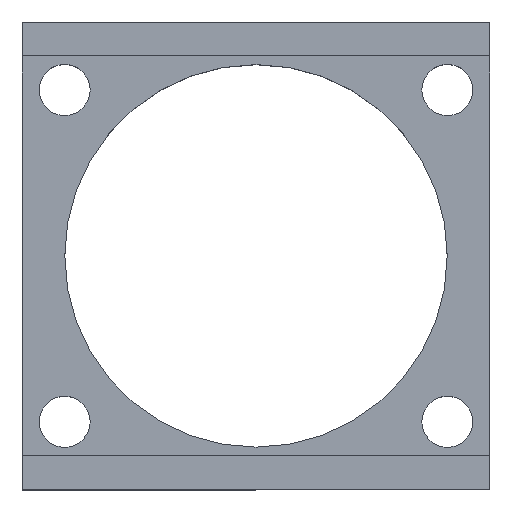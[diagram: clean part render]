
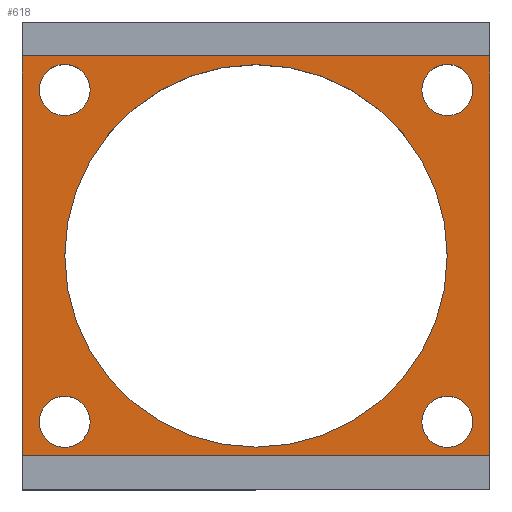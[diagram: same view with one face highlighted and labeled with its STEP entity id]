
A CAD part, top view. The second image highlights one B-rep face of the part: STEP entity #618.
In plain terms, the highlighted planar face has unit normal (0, 0, 1).
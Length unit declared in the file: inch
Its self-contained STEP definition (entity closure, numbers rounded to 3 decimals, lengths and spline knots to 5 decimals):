
#10 = ORIENTED_EDGE ( 'NONE', *, *, #763, .T. ) ;
#25 = AXIS2_PLACEMENT_3D ( 'NONE', #634, #491, #59 ) ;
#32 = EDGE_CURVE ( 'NONE', #263, #304, #643, .T. ) ;
#34 = CARTESIAN_POINT ( 'NONE',  ( 1.2495, 0.6875, 0.25 ) ) ;
#41 = AXIS2_PLACEMENT_3D ( 'NONE', #318, #385, #808 ) ;
#42 = VECTOR ( 'NONE', #564, 39.37008 ) ;
#56 = CARTESIAN_POINT ( 'NONE',  ( 0.6875, 1.275, 0.25 ) ) ;
#59 = DIRECTION ( 'NONE',  ( 1., 0., 0. ) ) ;
#71 = CARTESIAN_POINT ( 'NONE',  ( 0.6875, 0.6875, 0.25 ) ) ;
#74 = FACE_BOUND ( 'NONE', #760, .T. ) ;
#84 = CARTESIAN_POINT ( 'NONE',  ( 0.6875, 0.6875, 0.25 ) ) ;
#85 = VECTOR ( 'NONE', #732, 39.37008 ) ;
#88 = CARTESIAN_POINT ( 'NONE',  ( 0.2, 1.175, 0.25 ) ) ;
#111 = AXIS2_PLACEMENT_3D ( 'NONE', #84, #661, #163 ) ;
#121 = CARTESIAN_POINT ( 'NONE',  ( 1.375, 0.6875, 0.25 ) ) ;
#131 = CARTESIAN_POINT ( 'NONE',  ( 0.6875, 0.6875, 0.25 ) ) ;
#144 = ORIENTED_EDGE ( 'NONE', *, *, #502, .T. ) ;
#153 = DIRECTION ( 'NONE',  ( 1., 0., 0. ) ) ;
#157 = ORIENTED_EDGE ( 'NONE', *, *, #851, .F. ) ;
#158 = ORIENTED_EDGE ( 'NONE', *, *, #905, .F. ) ;
#162 = DIRECTION ( 'NONE',  ( 0., 0., -1. ) ) ;
#163 = DIRECTION ( 'NONE',  ( 1., 0., 0. ) ) ;
#165 = DIRECTION ( 'NONE',  ( 0., 0., 1. ) ) ;
#175 = EDGE_CURVE ( 'NONE', #576, #235, #613, .T. ) ;
#191 = ORIENTED_EDGE ( 'NONE', *, *, #888, .F. ) ;
#195 = CARTESIAN_POINT ( 'NONE',  ( 1.175, 0.2, 0.25 ) ) ;
#210 = VERTEX_POINT ( 'NONE', #493 ) ;
#212 = EDGE_LOOP ( 'NONE', ( #191, #474 ) ) ;
#222 = CIRCLE ( 'NONE', #25, 0.075 ) ;
#223 = VERTEX_POINT ( 'NONE', #832 ) ;
#230 = PLANE ( 'NONE',  #111 ) ;
#231 = ORIENTED_EDGE ( 'NONE', *, *, #850, .F. ) ;
#235 = VERTEX_POINT ( 'NONE', #707 ) ;
#236 = EDGE_CURVE ( 'NONE', #338, #282, #597, .T. ) ;
#240 = AXIS2_PLACEMENT_3D ( 'NONE', #438, #488, #856 ) ;
#245 = VECTOR ( 'NONE', #805, 39.37008 ) ;
#258 = EDGE_CURVE ( 'NONE', #223, #294, #511, .T. ) ;
#263 = VERTEX_POINT ( 'NONE', #34 ) ;
#271 = DIRECTION ( 'NONE',  ( 1., 0., 0. ) ) ;
#273 = DIRECTION ( 'NONE',  ( -1., 0., 0. ) ) ;
#277 = VERTEX_POINT ( 'NONE', #691 ) ;
#278 = AXIS2_PLACEMENT_3D ( 'NONE', #346, #764, #271 ) ;
#282 = VERTEX_POINT ( 'NONE', #195 ) ;
#284 = LINE ( 'NONE', #600, #85 ) ;
#294 = VERTEX_POINT ( 'NONE', #561 ) ;
#304 = VERTEX_POINT ( 'NONE', #480 ) ;
#306 = AXIS2_PLACEMENT_3D ( 'NONE', #350, #840, #355 ) ;
#317 = VERTEX_POINT ( 'NONE', #556 ) ;
#318 = CARTESIAN_POINT ( 'NONE',  ( 0.125, 1.175, 0.25 ) ) ;
#328 = ORIENTED_EDGE ( 'NONE', *, *, #515, .T. ) ;
#338 = VERTEX_POINT ( 'NONE', #755 ) ;
#346 = CARTESIAN_POINT ( 'NONE',  ( 1.25, 0.2, 0.25 ) ) ;
#347 = DIRECTION ( 'NONE',  ( 1., 0., 0. ) ) ;
#350 = CARTESIAN_POINT ( 'NONE',  ( 1.25, 1.175, 0.25 ) ) ;
#355 = DIRECTION ( 'NONE',  ( 1., 0., 0. ) ) ;
#374 = CARTESIAN_POINT ( 'NONE',  ( 0.125, 0.2, 0.25 ) ) ;
#384 = CARTESIAN_POINT ( 'NONE',  ( 0.6875, 0.1, 0.25 ) ) ;
#385 = DIRECTION ( 'NONE',  ( 0., 0., 1. ) ) ;
#400 = CARTESIAN_POINT ( 'NONE',  ( 0.125, 0.2, 0.25 ) ) ;
#412 = CIRCLE ( 'NONE', #592, 0.075 ) ;
#416 = FACE_BOUND ( 'NONE', #882, .T. ) ;
#425 = EDGE_LOOP ( 'NONE', ( #231, #157 ) ) ;
#435 = DIRECTION ( 'NONE',  ( 0., 0., -1. ) ) ;
#436 = LINE ( 'NONE', #384, #245 ) ;
#438 = CARTESIAN_POINT ( 'NONE',  ( 1.25, 0.2, 0.25 ) ) ;
#440 = FACE_BOUND ( 'NONE', #425, .T. ) ;
#452 = EDGE_LOOP ( 'NONE', ( #158, #470 ) ) ;
#470 = ORIENTED_EDGE ( 'NONE', *, *, #236, .F. ) ;
#474 = ORIENTED_EDGE ( 'NONE', *, *, #175, .F. ) ;
#480 = CARTESIAN_POINT ( 'NONE',  ( 0.1255, 0.6875, 0.25 ) ) ;
#483 = EDGE_CURVE ( 'NONE', #505, #506, #871, .T. ) ;
#485 = ORIENTED_EDGE ( 'NONE', *, *, #483, .F. ) ;
#488 = DIRECTION ( 'NONE',  ( 0., 0., 1. ) ) ;
#491 = DIRECTION ( 'NONE',  ( 0., 0., 1. ) ) ;
#493 = CARTESIAN_POINT ( 'NONE',  ( 0., 1.275, 0.25 ) ) ;
#498 = LINE ( 'NONE', #56, #658 ) ;
#502 = EDGE_CURVE ( 'NONE', #210, #770, #284, .T. ) ;
#505 = VERTEX_POINT ( 'NONE', #88 ) ;
#506 = VERTEX_POINT ( 'NONE', #532 ) ;
#508 = ORIENTED_EDGE ( 'NONE', *, *, #32, .T. ) ;
#511 = LINE ( 'NONE', #121, #42 ) ;
#513 = EDGE_CURVE ( 'NONE', #304, #263, #847, .T. ) ;
#515 = EDGE_CURVE ( 'NONE', #294, #210, #498, .T. ) ;
#522 = EDGE_LOOP ( 'NONE', ( #10, #571, #328, #144 ) ) ;
#532 = CARTESIAN_POINT ( 'NONE',  ( 0.05, 1.175, 0.25 ) ) ;
#536 = DIRECTION ( 'NONE',  ( 1., 0., 0. ) ) ;
#553 = ORIENTED_EDGE ( 'NONE', *, *, #513, .T. ) ;
#556 = CARTESIAN_POINT ( 'NONE',  ( 1.175, 1.175, 0.25 ) ) ;
#561 = CARTESIAN_POINT ( 'NONE',  ( 1.375, 1.275, 0.25 ) ) ;
#564 = DIRECTION ( 'NONE',  ( 0., 1., 0. ) ) ;
#571 = ORIENTED_EDGE ( 'NONE', *, *, #258, .T. ) ;
#576 = VERTEX_POINT ( 'NONE', #860 ) ;
#583 = AXIS2_PLACEMENT_3D ( 'NONE', #71, #435, #926 ) ;
#590 = AXIS2_PLACEMENT_3D ( 'NONE', #131, #162, #536 ) ;
#592 = AXIS2_PLACEMENT_3D ( 'NONE', #374, #916, #153 ) ;
#595 = DIRECTION ( 'NONE',  ( 1., 0., 0. ) ) ;
#597 = CIRCLE ( 'NONE', #278, 0.075 ) ;
#598 = CARTESIAN_POINT ( 'NONE',  ( 0., 0.1, 0.25 ) ) ;
#600 = CARTESIAN_POINT ( 'NONE',  ( 0., 0.6875, 0.25 ) ) ;
#612 = FACE_OUTER_BOUND ( 'NONE', #522, .T. ) ;
#613 = CIRCLE ( 'NONE', #914, 0.075 ) ;
#618 = ADVANCED_FACE ( 'NONE', ( #789, #440, #813, #74, #612, #416 ), #230, .T. ) ;
#634 = CARTESIAN_POINT ( 'NONE',  ( 1.25, 1.175, 0.25 ) ) ;
#643 = CIRCLE ( 'NONE', #590, 0.562 ) ;
#658 = VECTOR ( 'NONE', #273, 39.37008 ) ;
#661 = DIRECTION ( 'NONE',  ( 0., 0., 1. ) ) ;
#662 = CARTESIAN_POINT ( 'NONE',  ( 0.125, 1.175, 0.25 ) ) ;
#691 = CARTESIAN_POINT ( 'NONE',  ( 1.325, 1.175, 0.25 ) ) ;
#707 = CARTESIAN_POINT ( 'NONE',  ( 0.05, 0.2, 0.25 ) ) ;
#732 = DIRECTION ( 'NONE',  ( 0., -1., 0. ) ) ;
#747 = CIRCLE ( 'NONE', #240, 0.075 ) ;
#755 = CARTESIAN_POINT ( 'NONE',  ( 1.325, 0.2, 0.25 ) ) ;
#760 = EDGE_LOOP ( 'NONE', ( #834, #485 ) ) ;
#763 = EDGE_CURVE ( 'NONE', #770, #223, #436, .T. ) ;
#764 = DIRECTION ( 'NONE',  ( 0., 0., 1. ) ) ;
#770 = VERTEX_POINT ( 'NONE', #598 ) ;
#776 = EDGE_CURVE ( 'NONE', #506, #505, #810, .T. ) ;
#786 = CIRCLE ( 'NONE', #306, 0.075 ) ;
#789 = FACE_BOUND ( 'NONE', #212, .T. ) ;
#805 = DIRECTION ( 'NONE',  ( 1., 0., 0. ) ) ;
#808 = DIRECTION ( 'NONE',  ( 1., 0., 0. ) ) ;
#810 = CIRCLE ( 'NONE', #41, 0.075 ) ;
#813 = FACE_BOUND ( 'NONE', #452, .T. ) ;
#832 = CARTESIAN_POINT ( 'NONE',  ( 1.375, 0.1, 0.25 ) ) ;
#834 = ORIENTED_EDGE ( 'NONE', *, *, #776, .F. ) ;
#840 = DIRECTION ( 'NONE',  ( 0., 0., 1. ) ) ;
#847 = CIRCLE ( 'NONE', #583, 0.562 ) ;
#850 = EDGE_CURVE ( 'NONE', #317, #277, #222, .T. ) ;
#851 = EDGE_CURVE ( 'NONE', #277, #317, #786, .T. ) ;
#856 = DIRECTION ( 'NONE',  ( 1., 0., 0. ) ) ;
#859 = AXIS2_PLACEMENT_3D ( 'NONE', #662, #165, #595 ) ;
#860 = CARTESIAN_POINT ( 'NONE',  ( 0.2, 0.2, 0.25 ) ) ;
#871 = CIRCLE ( 'NONE', #859, 0.075 ) ;
#882 = EDGE_LOOP ( 'NONE', ( #508, #553 ) ) ;
#888 = EDGE_CURVE ( 'NONE', #235, #576, #412, .T. ) ;
#899 = DIRECTION ( 'NONE',  ( 0., 0., 1. ) ) ;
#905 = EDGE_CURVE ( 'NONE', #282, #338, #747, .T. ) ;
#914 = AXIS2_PLACEMENT_3D ( 'NONE', #400, #899, #347 ) ;
#916 = DIRECTION ( 'NONE',  ( 0., 0., 1. ) ) ;
#926 = DIRECTION ( 'NONE',  ( 1., 0., 0. ) ) ;
